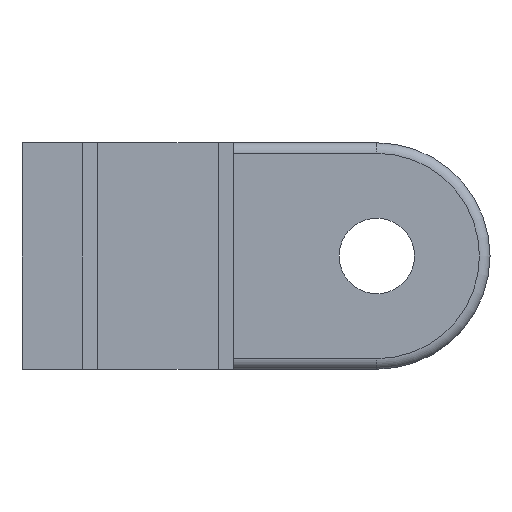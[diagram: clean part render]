
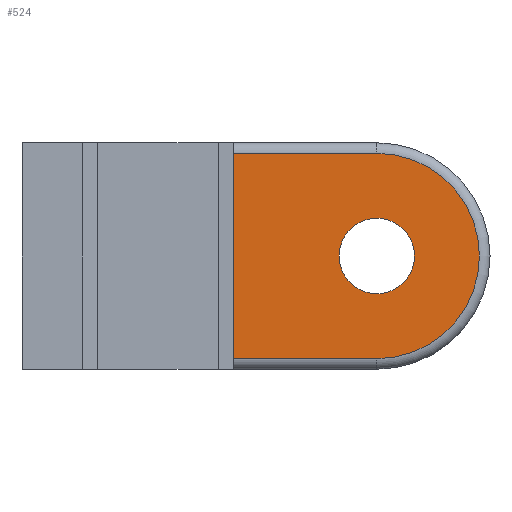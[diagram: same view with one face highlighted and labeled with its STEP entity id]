
A CAD part, left-side view. The second image highlights one B-rep face of the part: STEP entity #524.
In plain terms, the highlighted face is planar.
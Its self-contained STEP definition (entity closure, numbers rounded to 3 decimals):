
#321 = VERTEX_POINT('',#322);
#322 = CARTESIAN_POINT('',(-6.8,1.57,9.5));
#331 = VERTEX_POINT('',#332);
#332 = CARTESIAN_POINT('',(6.8,1.57,9.5));
#339 = EDGE_CURVE('',#321,#331,#340,.T.);
#340 = CIRCLE('',#341,6.8);
#341 = AXIS2_PLACEMENT_3D('',#342,#343,#344);
#342 = CARTESIAN_POINT('',(0.,1.57,9.5));
#343 = DIRECTION('',(0.,1.,-0.));
#344 = DIRECTION('',(-1.,0.,0.));
#420 = EDGE_CURVE('',#331,#421,#423,.T.);
#421 = VERTEX_POINT('',#422);
#422 = CARTESIAN_POINT('',(6.8,1.57,0.));
#423 = LINE('',#424,#425);
#424 = CARTESIAN_POINT('',(6.8,1.57,9.5));
#425 = VECTOR('',#426,1.);
#426 = DIRECTION('',(0.,0.,-1.));
#488 = EDGE_CURVE('',#489,#421,#491,.T.);
#489 = VERTEX_POINT('',#490);
#490 = CARTESIAN_POINT('',(-6.8,1.57,0.));
#491 = LINE('',#492,#493);
#492 = CARTESIAN_POINT('',(-7.5,1.57,0.));
#493 = VECTOR('',#494,1.);
#494 = DIRECTION('',(1.,0.,0.));
#512 = EDGE_CURVE('',#489,#321,#513,.T.);
#513 = LINE('',#514,#515);
#514 = CARTESIAN_POINT('',(-6.8,1.57,0.));
#515 = VECTOR('',#516,1.);
#516 = DIRECTION('',(0.,0.,1.));
#524 = ADVANCED_FACE('',(#525,#531),#542,.T.);
#525 = FACE_BOUND('',#526,.T.);
#526 = EDGE_LOOP('',(#527,#528,#529,#530));
#527 = ORIENTED_EDGE('',*,*,#488,.F.);
#528 = ORIENTED_EDGE('',*,*,#512,.T.);
#529 = ORIENTED_EDGE('',*,*,#339,.T.);
#530 = ORIENTED_EDGE('',*,*,#420,.T.);
#531 = FACE_BOUND('',#532,.T.);
#532 = EDGE_LOOP('',(#533));
#533 = ORIENTED_EDGE('',*,*,#534,.T.);
#534 = EDGE_CURVE('',#535,#535,#537,.T.);
#535 = VERTEX_POINT('',#536);
#536 = CARTESIAN_POINT('',(2.5,1.57,9.5));
#537 = CIRCLE('',#538,2.5);
#538 = AXIS2_PLACEMENT_3D('',#539,#540,#541);
#539 = CARTESIAN_POINT('',(0.,1.57,9.5));
#540 = DIRECTION('',(0.,-1.,0.));
#541 = DIRECTION('',(1.,0.,0.));
#542 = PLANE('',#543);
#543 = AXIS2_PLACEMENT_3D('',#544,#545,#546);
#544 = CARTESIAN_POINT('',(0.,1.57,7.553));
#545 = DIRECTION('',(0.,1.,0.));
#546 = DIRECTION('',(0.,0.,1.));
